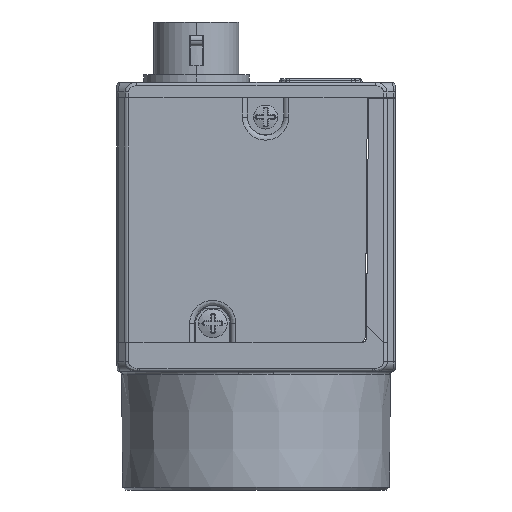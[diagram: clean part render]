
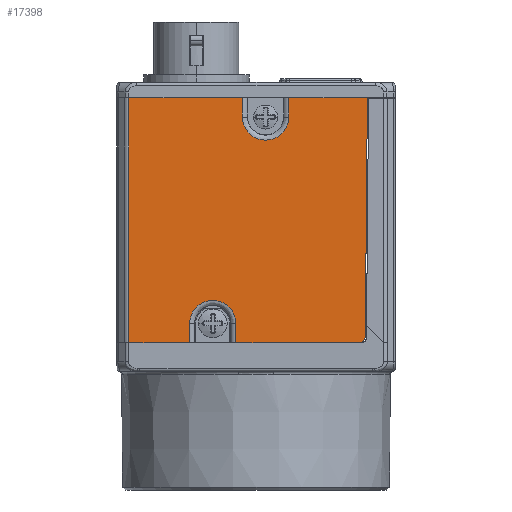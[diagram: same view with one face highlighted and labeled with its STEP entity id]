
A CAD part, left-side view. The second image highlights one B-rep face of the part: STEP entity #17398.
In plain terms, the highlighted planar face has unit normal (-1, 0, 0).
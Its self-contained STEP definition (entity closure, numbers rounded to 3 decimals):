
#177 = CARTESIAN_POINT ( 'NONE',  ( -14.5, -11.6, 23. ) ) ;
#310 = VERTEX_POINT ( 'NONE', #30301 ) ;
#422 = ORIENTED_EDGE ( 'NONE', *, *, #7899, .F. ) ;
#550 = AXIS2_PLACEMENT_3D ( 'NONE', #32440, #14908, #23572 ) ;
#1359 = LINE ( 'NONE', #36403, #22607 ) ;
#1738 = LINE ( 'NONE', #34264, #23231 ) ;
#2699 = VECTOR ( 'NONE', #7779, 1000. ) ;
#2721 = AXIS2_PLACEMENT_3D ( 'NONE', #3734, #18545, #15467 ) ;
#3214 = ORIENTED_EDGE ( 'NONE', *, *, #7581, .T. ) ;
#3575 = VERTEX_POINT ( 'NONE', #35095 ) ;
#3734 = CARTESIAN_POINT ( 'NONE',  ( -14.5, -1., 21. ) ) ;
#4287 = EDGE_CURVE ( 'NONE', #32086, #12413, #11508, .T. ) ;
#4525 = LINE ( 'NONE', #7024, #2699 ) ;
#5190 = VERTEX_POINT ( 'NONE', #11892 ) ;
#5217 = ORIENTED_EDGE ( 'NONE', *, *, #23529, .F. ) ;
#6110 = CARTESIAN_POINT ( 'NONE',  ( -14.5, -3.408, 23. ) ) ;
#7024 = CARTESIAN_POINT ( 'NONE',  ( -14.5, 2.092, -0.5 ) ) ;
#7033 = VERTEX_POINT ( 'NONE', #14642 ) ;
#7182 = VECTOR ( 'NONE', #14353, 1000. ) ;
#7275 = LINE ( 'NONE', #19032, #15341 ) ;
#7566 = VERTEX_POINT ( 'NONE', #12804 ) ;
#7581 = EDGE_CURVE ( 'NONE', #26756, #17556, #4525, .T. ) ;
#7779 = DIRECTION ( 'NONE',  ( 0., 0., -1. ) ) ;
#7899 = EDGE_CURVE ( 'NONE', #17074, #25007, #26668, .T. ) ;
#8645 = VERTEX_POINT ( 'NONE', #17122 ) ;
#8672 = CARTESIAN_POINT ( 'NONE',  ( -14.5, 1.408, 23. ) ) ;
#9047 = LINE ( 'NONE', #8672, #14290 ) ;
#9101 = ORIENTED_EDGE ( 'NONE', *, *, #21197, .T. ) ;
#9203 = CARTESIAN_POINT ( 'NONE',  ( -14.5, 6.908, -2.5 ) ) ;
#9408 = ORIENTED_EDGE ( 'NONE', *, *, #25183, .T. ) ;
#9416 = ORIENTED_EDGE ( 'NONE', *, *, #25018, .F. ) ;
#9444 = DIRECTION ( 'NONE',  ( 0., -1., -0.009 ) ) ;
#10405 = DIRECTION ( 'NONE',  ( 0., 1., 0. ) ) ;
#10898 = CARTESIAN_POINT ( 'NONE',  ( -14.5, -10.783, -2.5 ) ) ;
#11100 = LINE ( 'NONE', #16689, #18344 ) ;
#11508 = LINE ( 'NONE', #9203, #15250 ) ;
#11892 = CARTESIAN_POINT ( 'NONE',  ( -14.5, -10.783, -2.5 ) ) ;
#12162 = AXIS2_PLACEMENT_3D ( 'NONE', #36391, #12705, #9444 ) ;
#12413 = VERTEX_POINT ( 'NONE', #37501 ) ;
#12705 = DIRECTION ( 'NONE',  ( 1., 0., 0. ) ) ;
#12804 = CARTESIAN_POINT ( 'NONE',  ( -14.5, -11.6, 23. ) ) ;
#13272 = DIRECTION ( 'NONE',  ( 0., 0., 1. ) ) ;
#13455 = CIRCLE ( 'NONE', #550, 2.408 ) ;
#13664 = ORIENTED_EDGE ( 'NONE', *, *, #19634, .F. ) ;
#13943 = DIRECTION ( 'NONE',  ( 0., -1., 0. ) ) ;
#13995 = CARTESIAN_POINT ( 'NONE',  ( -14.5, 6.908, -2.5 ) ) ;
#14290 = VECTOR ( 'NONE', #20800, 1000. ) ;
#14353 = DIRECTION ( 'NONE',  ( 0., 1., 0. ) ) ;
#14431 = ORIENTED_EDGE ( 'NONE', *, *, #33517, .F. ) ;
#14642 = CARTESIAN_POINT ( 'NONE',  ( -14.5, 13.251, 23. ) ) ;
#14667 = ORIENTED_EDGE ( 'NONE', *, *, #22264, .T. ) ;
#14688 = VECTOR ( 'NONE', #17858, 1000. ) ;
#14819 = LINE ( 'NONE', #177, #21722 ) ;
#14908 = DIRECTION ( 'NONE',  ( -1., 0., 0. ) ) ;
#15022 = ORIENTED_EDGE ( 'NONE', *, *, #16835, .T. ) ;
#15250 = VECTOR ( 'NONE', #35196, 1000. ) ;
#15341 = VECTOR ( 'NONE', #36738, 1000. ) ;
#15467 = DIRECTION ( 'NONE',  ( 0., 0.993, -0.119 ) ) ;
#16506 = CARTESIAN_POINT ( 'NONE',  ( -14.5, 1.408, 21. ) ) ;
#16689 = CARTESIAN_POINT ( 'NONE',  ( -14.5, 13.251, 23. ) ) ;
#16835 = EDGE_CURVE ( 'NONE', #7566, #3575, #1359, .T. ) ;
#17031 = FACE_OUTER_BOUND ( 'NONE', #32961, .T. ) ;
#17074 = VERTEX_POINT ( 'NONE', #16506 ) ;
#17122 = CARTESIAN_POINT ( 'NONE',  ( -14.5, -11.383, -1.905 ) ) ;
#17398 = ADVANCED_FACE ( 'NONE', ( #17031 ), #20111, .F. ) ;
#17556 = VERTEX_POINT ( 'NONE', #24136 ) ;
#17858 = DIRECTION ( 'NONE',  ( 0., 0., -1. ) ) ;
#18344 = VECTOR ( 'NONE', #25725, 1000. ) ;
#18465 = EDGE_CURVE ( 'NONE', #3575, #25007, #36146, .T. ) ;
#18545 = DIRECTION ( 'NONE',  ( -1., 0., 0. ) ) ;
#19032 = CARTESIAN_POINT ( 'NONE',  ( -14.5, 6.908, -2.5 ) ) ;
#19363 = ORIENTED_EDGE ( 'NONE', *, *, #18465, .T. ) ;
#19545 = CARTESIAN_POINT ( 'NONE',  ( -14.5, 0.826, 10.25 ) ) ;
#19634 = EDGE_CURVE ( 'NONE', #5190, #17556, #34781, .T. ) ;
#19721 = CARTESIAN_POINT ( 'NONE',  ( -14.5, 6.908, -0.5 ) ) ;
#20111 = PLANE ( 'NONE',  #26304 ) ;
#20407 = DIRECTION ( 'NONE',  ( 0., 0.009, -1. ) ) ;
#20800 = DIRECTION ( 'NONE',  ( 0., 1., 0. ) ) ;
#21197 = EDGE_CURVE ( 'NONE', #7033, #12413, #11100, .T. ) ;
#21722 = VECTOR ( 'NONE', #20407, 1000. ) ;
#22264 = EDGE_CURVE ( 'NONE', #32086, #29261, #7275, .T. ) ;
#22607 = VECTOR ( 'NONE', #10405, 1000. ) ;
#23231 = VECTOR ( 'NONE', #13272, 1000. ) ;
#23529 = EDGE_CURVE ( 'NONE', #26756, #29261, #13455, .T. ) ;
#23572 = DIRECTION ( 'NONE',  ( 0., -0.993, 0.119 ) ) ;
#24136 = CARTESIAN_POINT ( 'NONE',  ( -14.5, 2.092, -2.5 ) ) ;
#25007 = VERTEX_POINT ( 'NONE', #33703 ) ;
#25018 = EDGE_CURVE ( 'NONE', #8645, #5190, #28752, .T. ) ;
#25183 = EDGE_CURVE ( 'NONE', #17074, #310, #1738, .T. ) ;
#25725 = DIRECTION ( 'NONE',  ( 0., 0., -1. ) ) ;
#25867 = DIRECTION ( 'NONE',  ( 1., 0., 0. ) ) ;
#26304 = AXIS2_PLACEMENT_3D ( 'NONE', #19545, #25867, #13943 ) ;
#26668 = CIRCLE ( 'NONE', #2721, 2.408 ) ;
#26756 = VERTEX_POINT ( 'NONE', #32284 ) ;
#28752 = CIRCLE ( 'NONE', #12162, 0.6 ) ;
#29261 = VERTEX_POINT ( 'NONE', #19721 ) ;
#30301 = CARTESIAN_POINT ( 'NONE',  ( -14.5, 1.408, 23. ) ) ;
#32086 = VERTEX_POINT ( 'NONE', #13995 ) ;
#32284 = CARTESIAN_POINT ( 'NONE',  ( -14.5, 2.092, -0.5 ) ) ;
#32440 = CARTESIAN_POINT ( 'NONE',  ( -14.5, 4.5, -0.5 ) ) ;
#32961 = EDGE_LOOP ( 'NONE', ( #14667, #5217, #3214, #13664, #9416, #14431, #15022, #19363, #422, #9408, #35658, #9101, #33434 ) ) ;
#33434 = ORIENTED_EDGE ( 'NONE', *, *, #4287, .F. ) ;
#33517 = EDGE_CURVE ( 'NONE', #7566, #8645, #14819, .T. ) ;
#33703 = CARTESIAN_POINT ( 'NONE',  ( -14.5, -3.408, 21. ) ) ;
#34264 = CARTESIAN_POINT ( 'NONE',  ( -14.5, 1.408, 21. ) ) ;
#34781 = LINE ( 'NONE', #10898, #7182 ) ;
#35095 = CARTESIAN_POINT ( 'NONE',  ( -14.5, -3.408, 23. ) ) ;
#35131 = EDGE_CURVE ( 'NONE', #310, #7033, #9047, .T. ) ;
#35196 = DIRECTION ( 'NONE',  ( 0., 1., 0. ) ) ;
#35658 = ORIENTED_EDGE ( 'NONE', *, *, #35131, .T. ) ;
#36146 = LINE ( 'NONE', #6110, #14688 ) ;
#36391 = CARTESIAN_POINT ( 'NONE',  ( -14.5, -10.783, -1.9 ) ) ;
#36403 = CARTESIAN_POINT ( 'NONE',  ( -14.5, -11.6, 23. ) ) ;
#36738 = DIRECTION ( 'NONE',  ( 0., 0., 1. ) ) ;
#37501 = CARTESIAN_POINT ( 'NONE',  ( -14.5, 13.251, -2.5 ) ) ;
